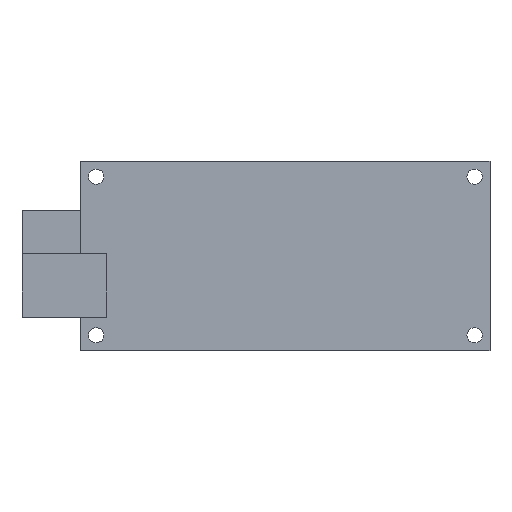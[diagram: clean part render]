
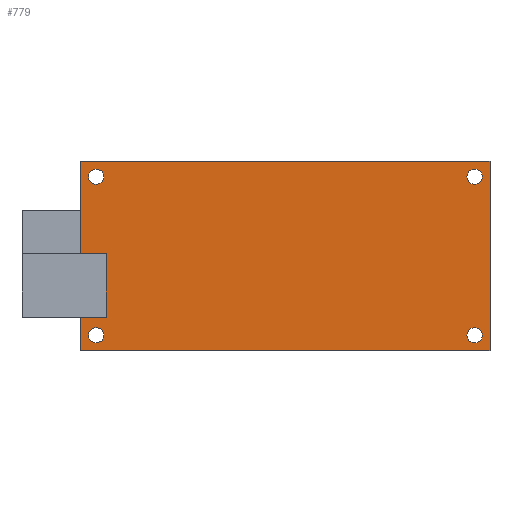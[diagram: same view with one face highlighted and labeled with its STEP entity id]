
A CAD part, front view. The second image highlights one B-rep face of the part: STEP entity #779.
In plain terms, the highlighted planar face has unit normal (0, -1, 0).
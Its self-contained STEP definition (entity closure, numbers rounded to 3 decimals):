
#41=FACE_BOUND('',#160,.T.);
#42=FACE_BOUND('',#161,.T.);
#43=FACE_BOUND('',#162,.T.);
#44=FACE_BOUND('',#163,.T.);
#67=CIRCLE('',#851,1.5);
#68=CIRCLE('',#853,1.5);
#69=CIRCLE('',#855,1.5);
#70=CIRCLE('',#857,1.5);
#105=FACE_OUTER_BOUND('',#159,.T.);
#159=EDGE_LOOP('',(#683,#684,#685,#686,#687,#688,#689,#690));
#160=EDGE_LOOP('',(#691));
#161=EDGE_LOOP('',(#692));
#162=EDGE_LOOP('',(#693));
#163=EDGE_LOOP('',(#694));
#222=LINE('',#1235,#302);
#224=LINE('',#1239,#304);
#227=LINE('',#1244,#307);
#228=LINE('',#1248,#308);
#236=LINE('',#1272,#316);
#238=LINE('',#1275,#318);
#239=LINE('',#1277,#319);
#240=LINE('',#1278,#320);
#302=VECTOR('',#1016,10.);
#304=VECTOR('',#1020,10.);
#307=VECTOR('',#1025,10.);
#308=VECTOR('',#1028,10.);
#316=VECTOR('',#1054,10.);
#318=VECTOR('',#1056,10.);
#319=VECTOR('',#1059,10.);
#320=VECTOR('',#1060,10.);
#381=VERTEX_POINT('',#1232);
#382=VERTEX_POINT('',#1234);
#383=VERTEX_POINT('',#1238);
#384=VERTEX_POINT('',#1242);
#385=VERTEX_POINT('',#1246);
#386=VERTEX_POINT('',#1247);
#389=VERTEX_POINT('',#1255);
#390=VERTEX_POINT('',#1259);
#391=VERTEX_POINT('',#1263);
#392=VERTEX_POINT('',#1267);
#393=VERTEX_POINT('',#1271);
#394=VERTEX_POINT('',#1273);
#474=EDGE_CURVE('',#381,#382,#222,.T.);
#476=EDGE_CURVE('',#382,#383,#224,.T.);
#479=EDGE_CURVE('',#384,#381,#227,.T.);
#480=EDGE_CURVE('',#385,#386,#228,.T.);
#485=EDGE_CURVE('',#389,#389,#67,.T.);
#487=EDGE_CURVE('',#390,#390,#68,.T.);
#489=EDGE_CURVE('',#391,#391,#69,.T.);
#491=EDGE_CURVE('',#392,#392,#70,.T.);
#492=EDGE_CURVE('',#383,#393,#236,.T.);
#494=EDGE_CURVE('',#394,#384,#238,.T.);
#495=EDGE_CURVE('',#386,#393,#239,.T.);
#496=EDGE_CURVE('',#394,#385,#240,.T.);
#683=ORIENTED_EDGE('',*,*,#495,.T.);
#684=ORIENTED_EDGE('',*,*,#492,.F.);
#685=ORIENTED_EDGE('',*,*,#476,.F.);
#686=ORIENTED_EDGE('',*,*,#474,.F.);
#687=ORIENTED_EDGE('',*,*,#479,.F.);
#688=ORIENTED_EDGE('',*,*,#494,.F.);
#689=ORIENTED_EDGE('',*,*,#496,.T.);
#690=ORIENTED_EDGE('',*,*,#480,.T.);
#691=ORIENTED_EDGE('',*,*,#491,.F.);
#692=ORIENTED_EDGE('',*,*,#489,.F.);
#693=ORIENTED_EDGE('',*,*,#487,.F.);
#694=ORIENTED_EDGE('',*,*,#485,.F.);
#739=PLANE('',#859);
#779=ADVANCED_FACE('',(#105,#41,#42,#43,#44),#739,.F.);
#851=AXIS2_PLACEMENT_3D('',#1257,#1035,#1036);
#853=AXIS2_PLACEMENT_3D('',#1261,#1040,#1041);
#855=AXIS2_PLACEMENT_3D('',#1265,#1045,#1046);
#857=AXIS2_PLACEMENT_3D('',#1269,#1050,#1051);
#859=AXIS2_PLACEMENT_3D('',#1276,#1057,#1058);
#1016=DIRECTION('',(0.,0.,-1.));
#1020=DIRECTION('',(-1.,0.,0.));
#1025=DIRECTION('',(1.,0.,0.));
#1028=DIRECTION('',(0.,0.,-1.));
#1035=DIRECTION('center_axis',(0.,-1.,0.));
#1036=DIRECTION('ref_axis',(1.,0.,0.));
#1040=DIRECTION('center_axis',(0.,-1.,0.));
#1041=DIRECTION('ref_axis',(1.,0.,0.));
#1045=DIRECTION('center_axis',(0.,-1.,0.));
#1046=DIRECTION('ref_axis',(1.,0.,0.));
#1050=DIRECTION('center_axis',(0.,-1.,0.));
#1051=DIRECTION('ref_axis',(1.,0.,0.));
#1054=DIRECTION('',(0.,0.,1.));
#1056=DIRECTION('',(0.,0.,1.));
#1057=DIRECTION('center_axis',(0.,1.,0.));
#1058=DIRECTION('ref_axis',(1.,0.,0.));
#1059=DIRECTION('',(-1.,0.,0.));
#1060=DIRECTION('',(1.,0.,0.));
#1232=CARTESIAN_POINT('',(80.,0.,0.));
#1234=CARTESIAN_POINT('',(80.,0.,-37.));
#1235=CARTESIAN_POINT('',(80.,0.,0.));
#1238=CARTESIAN_POINT('',(0.,0.,-37.));
#1239=CARTESIAN_POINT('',(80.,0.,-37.));
#1242=CARTESIAN_POINT('',(0.,0.,0.));
#1244=CARTESIAN_POINT('',(0.,0.,0.));
#1246=CARTESIAN_POINT('',(5.,0.,-18.));
#1247=CARTESIAN_POINT('',(5.,0.,-30.5));
#1248=CARTESIAN_POINT('',(5.,0.,-24.5));
#1255=CARTESIAN_POINT('',(75.5,0.,-3.));
#1257=CARTESIAN_POINT('Origin',(77.,0.,-3.));
#1259=CARTESIAN_POINT('',(75.5,0.,-34.));
#1261=CARTESIAN_POINT('Origin',(77.,0.,-34.));
#1263=CARTESIAN_POINT('',(1.5,0.,-34.));
#1265=CARTESIAN_POINT('Origin',(3.,0.,-34.));
#1267=CARTESIAN_POINT('',(1.5,0.,-3.));
#1269=CARTESIAN_POINT('Origin',(3.,0.,-3.));
#1271=CARTESIAN_POINT('',(0.,0.,-30.5));
#1272=CARTESIAN_POINT('',(0.,0.,-37.));
#1273=CARTESIAN_POINT('',(0.,0.,-18.));
#1275=CARTESIAN_POINT('',(0.,0.,-37.));
#1276=CARTESIAN_POINT('Origin',(40.,0.,-18.5));
#1277=CARTESIAN_POINT('',(20.,0.,-30.5));
#1278=CARTESIAN_POINT('',(20.,0.,-18.));
